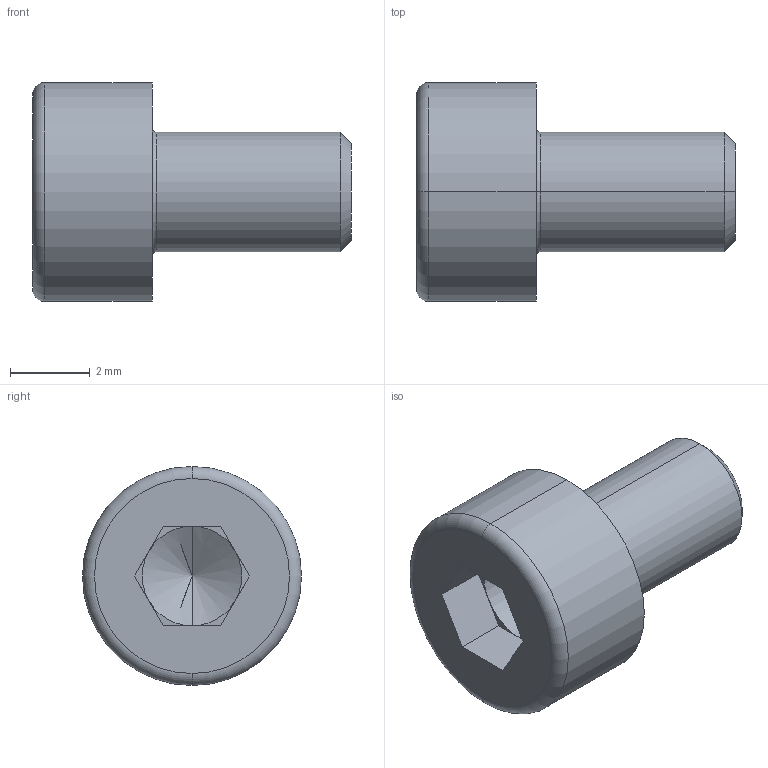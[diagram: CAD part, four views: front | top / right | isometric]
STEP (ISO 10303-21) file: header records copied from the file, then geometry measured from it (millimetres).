
FILE_DESCRIPTION (( 'STEP AP203' ), '1' );
FILE_NAME ('hexagon socket head cap screw_as.STEP', '2025-12-15T04:06:49', ( '' ), ( '' ), 'SwSTEP 2.0', 'SolidWorks 2023', '' );
FILE_SCHEMA (( 'CONFIG_CONTROL_DESIGN' ));
Length unit declared in the file: millimetre
Products named in the file (1): hexagon socket head cap screw_as_AS 1420 - M3 x 5-N
Bounding box: 8 x 5.5 x 5.5 mm (x, y, z)
Volume: 95 mm3; surface area: 158.5 mm2
Topology: 1 solids, 1 shells, 29 faces, 62 edges, 35 vertices
Faces by surface type: plane 15, cylinder 6, torus 4, cone 4
Entity records: 835 total; most frequent: DIRECTION 146, CARTESIAN_POINT 125, ORIENTED_EDGE 120, EDGE_CURVE 60, AXIS2_PLACEMENT_3D 56, VERTEX_POINT 35, VECTOR 34, LINE 34
